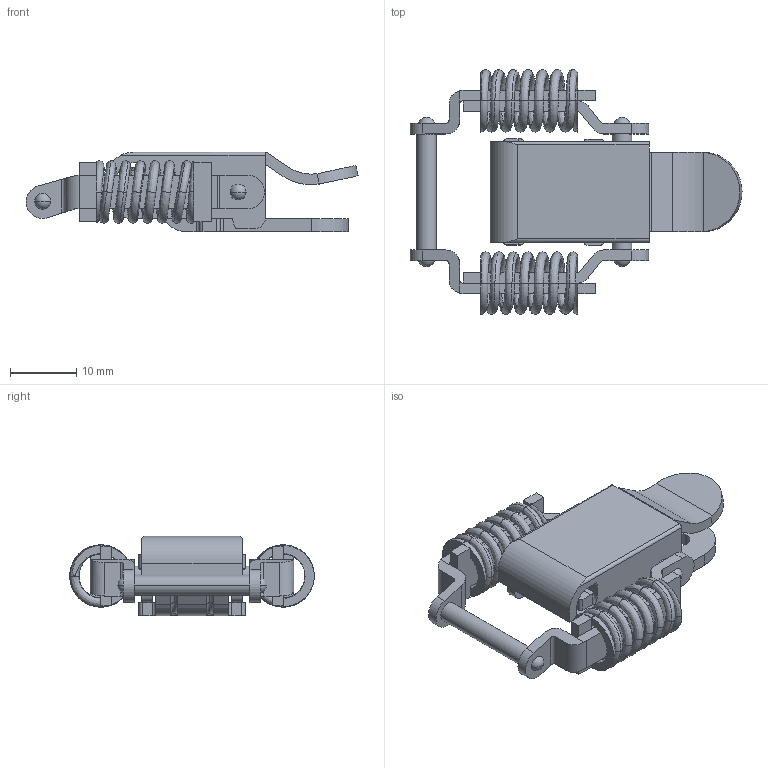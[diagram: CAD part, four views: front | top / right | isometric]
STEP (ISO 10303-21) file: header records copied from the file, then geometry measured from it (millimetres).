
FILE_DESCRIPTION( (''), '2;1');
FILE_NAME ('PC008.4336.TL_11Z_3_7161.stp','2022-11-10T16:09:05',(''),(''),'spGate 18.9.1 (****-****-****-****)','','');
FILE_SCHEMA (('AUTOMOTIVE_DESIGN'));
Length unit declared in the file: millimetre
Products named in the file (6): Assembly; spring; arm_AB; arm_C; base; lever
Assembly tree (6 placements, depth 2):
  Assembly
    spring  x2
    arm_AB
    arm_C
    base
    lever
Bounding box: 50.1 x 36.9 x 12 mm (x, y, z)
Volume: 4143.1 mm3; surface area: 6940.1 mm2
Topology: 6 solids, 6 shells, 385 faces, 937 edges, 564 vertices
Faces by surface type: bspline 144, plane 130, cylinder 103, sphere 8
Entity records: 20625 total; most frequent: CARTESIAN_POINT 6837, ORIENTED_EDGE 1608, DIRECTION 1363, COLOUR_RGB 1134, PRESENTATION_STYLE_ASSIGNMENT 1134, STYLED_ITEM 1134, EDGE_CURVE 804, DRAUGHTING_PRE_DEFINED_CURVE_FONT 804
